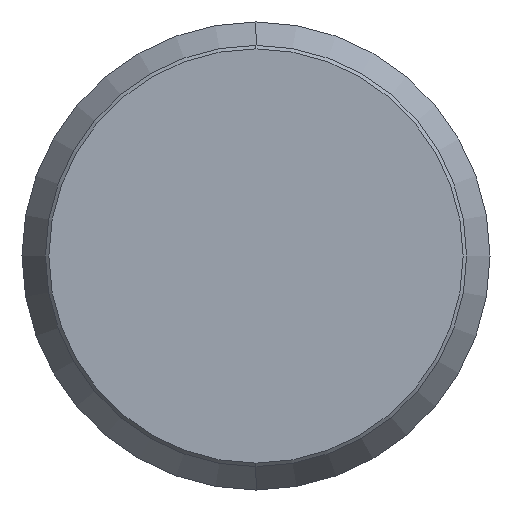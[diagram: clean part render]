
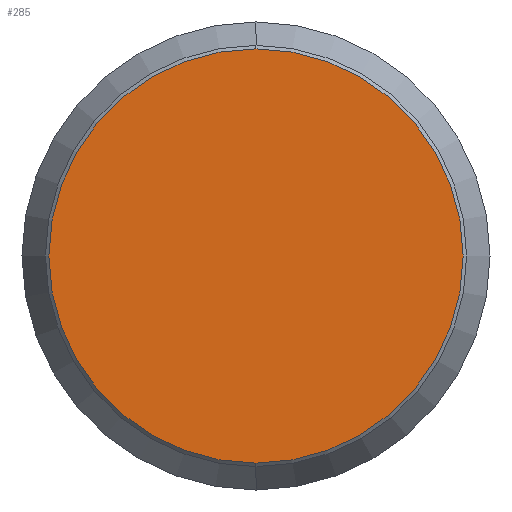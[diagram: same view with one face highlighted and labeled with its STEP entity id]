
A CAD part, left-side view. The second image highlights one B-rep face of the part: STEP entity #285.
In plain terms, the highlighted planar face has unit normal (-1, 0, 0).
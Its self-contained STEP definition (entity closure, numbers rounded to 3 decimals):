
#4 = DIRECTION ( 'NONE',  ( 1., 0., 0. ) ) ;
#94 = EDGE_CURVE ( 'NONE', #138, #605, #143, .T. ) ;
#104 = DIRECTION ( 'NONE',  ( 0., 0., -1. ) ) ;
#107 = CARTESIAN_POINT ( 'NONE',  ( 0., 0., 0. ) ) ;
#130 = ORIENTED_EDGE ( 'NONE', *, *, #225, .T. ) ;
#138 = VERTEX_POINT ( 'NONE', #344 ) ;
#143 = CIRCLE ( 'NONE', #336, 17.7 ) ;
#194 = CARTESIAN_POINT ( 'NONE',  ( 0., 0., 0. ) ) ;
#195 = AXIS2_PLACEMENT_3D ( 'NONE', #107, #494, #592 ) ;
#199 = DIRECTION ( 'NONE',  ( 0., 0., 1. ) ) ;
#225 = EDGE_CURVE ( 'NONE', #605, #138, #530, .T. ) ;
#229 = EDGE_LOOP ( 'NONE', ( #130, #435 ) ) ;
#285 = ADVANCED_FACE ( 'NONE', ( #357 ), #501, .F. ) ;
#316 = CARTESIAN_POINT ( 'NONE',  ( 0., 0., -17.7 ) ) ;
#336 = AXIS2_PLACEMENT_3D ( 'NONE', #194, #396, #199 ) ;
#340 = AXIS2_PLACEMENT_3D ( 'NONE', #403, #4, #104 ) ;
#344 = CARTESIAN_POINT ( 'NONE',  ( 0., 0., 17.7 ) ) ;
#357 = FACE_OUTER_BOUND ( 'NONE', #229, .T. ) ;
#396 = DIRECTION ( 'NONE',  ( -1., 0., 0. ) ) ;
#403 = CARTESIAN_POINT ( 'NONE',  ( 0., 0., 0. ) ) ;
#435 = ORIENTED_EDGE ( 'NONE', *, *, #94, .T. ) ;
#494 = DIRECTION ( 'NONE',  ( -1., 0., 0. ) ) ;
#501 = PLANE ( 'NONE',  #340 ) ;
#530 = CIRCLE ( 'NONE', #195, 17.7 ) ;
#592 = DIRECTION ( 'NONE',  ( 0., 0., 1. ) ) ;
#605 = VERTEX_POINT ( 'NONE', #316 ) ;
